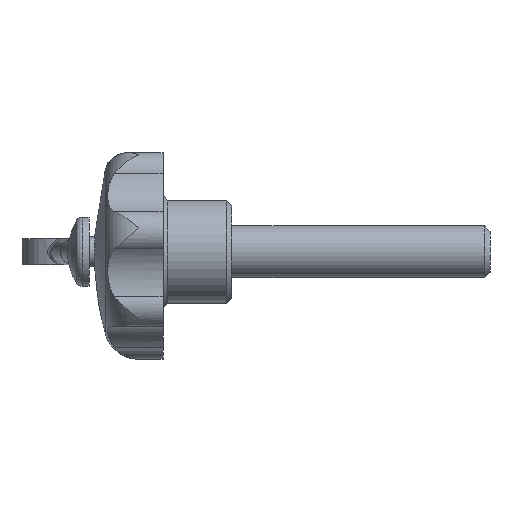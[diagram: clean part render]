
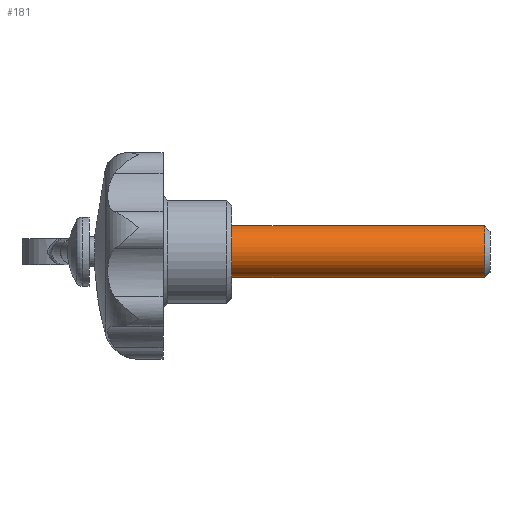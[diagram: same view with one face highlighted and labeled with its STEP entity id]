
A CAD part, left-side view. The second image highlights one B-rep face of the part: STEP entity #181.
In plain terms, the highlighted cylindrical face has radius 3 mm (diameter 6 mm), a full revolution.
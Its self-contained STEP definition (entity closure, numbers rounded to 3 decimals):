
#181 = ADVANCED_FACE( '', ( #378, #379 ), #380, .T. );
#378 = FACE_OUTER_BOUND( '', #576, .T. );
#379 = FACE_OUTER_BOUND( '', #577, .T. );
#380 = CYLINDRICAL_SURFACE( '', #578, 3. );
#576 = EDGE_LOOP( '', ( #1042 ) );
#577 = EDGE_LOOP( '', ( #1043 ) );
#578 = AXIS2_PLACEMENT_3D( '', #1044, #1045, #1046 );
#1042 = ORIENTED_EDGE( '', *, *, #1111, .F. );
#1043 = ORIENTED_EDGE( '', *, *, #1223, .T. );
#1044 = CARTESIAN_POINT( '', ( 0., -30., 0. ) );
#1045 = DIRECTION( '', ( 0., 1., 0. ) );
#1046 = DIRECTION( '', ( 0., 0., -1. ) );
#1111 = EDGE_CURVE( '', #1313, #1313, #1314, .T. );
#1223 = EDGE_CURVE( '', #1493, #1493, #1494, .T. );
#1313 = VERTEX_POINT( '', #1637 );
#1314 = CIRCLE( '', #1638, 3. );
#1493 = VERTEX_POINT( '', #2192 );
#1494 = CIRCLE( '', #2193, 3. );
#1637 = CARTESIAN_POINT( '', ( 0., -29.387, -3. ) );
#1638 = AXIS2_PLACEMENT_3D( '', #2311, #2312, #2313 );
#2192 = CARTESIAN_POINT( '', ( 0., 0., -3. ) );
#2193 = AXIS2_PLACEMENT_3D( '', #2439, #2440, #2441 );
#2311 = CARTESIAN_POINT( '', ( 0., -29.387, 0. ) );
#2312 = DIRECTION( '', ( 0., -1., 0. ) );
#2313 = DIRECTION( '', ( 0., 0., -1. ) );
#2439 = CARTESIAN_POINT( '', ( 0., 0., 0. ) );
#2440 = DIRECTION( '', ( 0., -1., 0. ) );
#2441 = DIRECTION( '', ( 0., 0., -1. ) );
